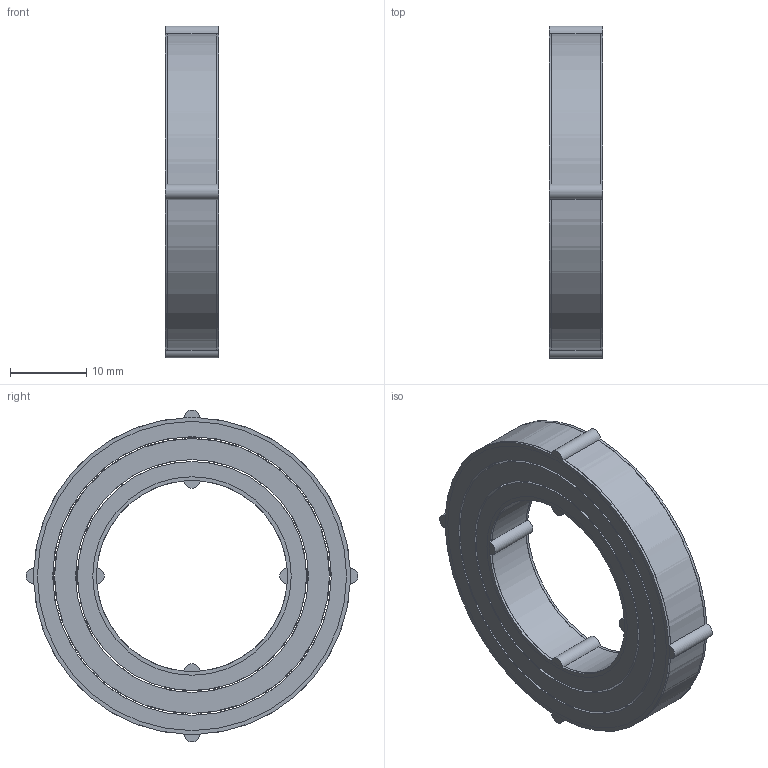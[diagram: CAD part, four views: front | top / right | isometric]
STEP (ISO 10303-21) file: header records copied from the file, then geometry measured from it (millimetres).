
FILE_DESCRIPTION(('FreeCAD Model'),'2;1');
FILE_NAME('Open CASCADE Shape Model','2024-07-10T20:28:06',('Author'),( ''),'Open CASCADE STEP processor 7.6','FreeCAD','Unknown');
FILE_SCHEMA(('AUTOMOTIVE_DESIGN { 1 0 10303 214 1 1 1 1 }'));
Length unit declared in the file: millimetre
Products named in the file (6): Bearing; Default001; Default; Inner; Default002; Outer
Assembly tree (5 placements, depth 2):
  Bearing
    Default001
    Default
    Inner
    Default002
    Outer
Bounding box: 7 x 43.49 x 43.49 mm (x, y, z)
Volume: 7603.5 mm3; surface area: 9589.3 mm2
Topology: 5 solids, 5 shells, 163 faces, 427 edges, 277 vertices
Faces by surface type: cylinder 54, plane 53, sphere 28, torus 24, cone 4
Full cylindrical faces by diameter (mm): 24.999 x1, 29.999 x2, 30.5 x1, 36 x1, 36.501 x2, 41.501 x1
Entity records: 8422 total; most frequent: CARTESIAN_POINT 4149, DIRECTION 946, ORIENTED_EDGE 854, AXIS2_PLACEMENT_3D 436, EDGE_CURVE 427, VERTEX_POINT 277, CIRCLE 267, FACE_BOUND 176
